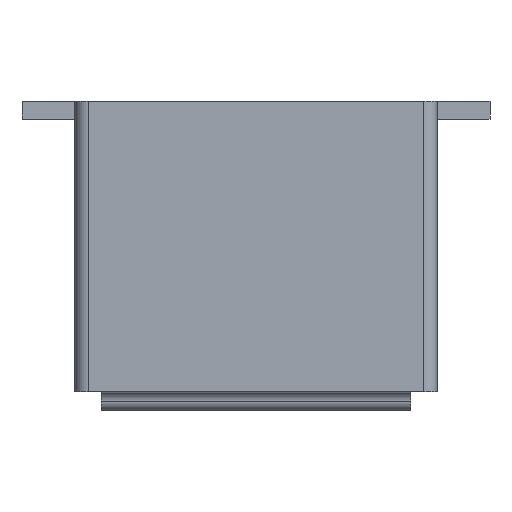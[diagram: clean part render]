
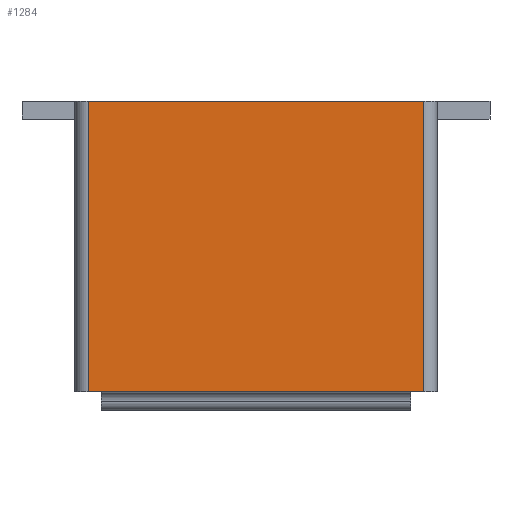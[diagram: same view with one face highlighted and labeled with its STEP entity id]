
A CAD part, front view. The second image highlights one B-rep face of the part: STEP entity #1284.
In plain terms, the highlighted planar face has unit normal (0, -1, 0).
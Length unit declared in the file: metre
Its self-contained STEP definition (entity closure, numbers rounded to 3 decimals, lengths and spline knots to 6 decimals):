
#278=ORIENTED_EDGE('',*,*,#561,.T.);
#279=ORIENTED_EDGE('',*,*,#569,.T.);
#280=ORIENTED_EDGE('',*,*,#506,.F.);
#281=ORIENTED_EDGE('',*,*,#570,.T.);
#506=EDGE_CURVE('',#681,#682,#807,.T.);
#561=EDGE_CURVE('',#716,#715,#850,.T.);
#569=EDGE_CURVE('',#715,#682,#855,.F.);
#570=EDGE_CURVE('',#681,#716,#856,.T.);
#681=VERTEX_POINT('',#1923);
#682=VERTEX_POINT('',#1925);
#715=VERTEX_POINT('',#2030);
#716=VERTEX_POINT('',#2032);
#807=LINE('',#1924,#963);
#850=LINE('',#2031,#1006);
#855=LINE('',#2046,#1011);
#856=LINE('',#2047,#1012);
#963=VECTOR('',#1530,1.);
#1006=VECTOR('',#1633,1.);
#1011=VECTOR('',#1650,1.);
#1012=VECTOR('',#1651,1.);
#1091=EDGE_LOOP('',(#278,#279,#280,#281));
#1167=FACE_BOUND('',#1091,.T.);
#1232=PLANE('',#1383);
#1284=ADVANCED_FACE('',(#1167),#1232,.F.);
#1383=AXIS2_PLACEMENT_3D('',#2045,#1648,#1649);
#1530=DIRECTION('',(1.,0.,0.));
#1633=DIRECTION('',(1.,0.,0.));
#1648=DIRECTION('',(0.,1.,0.));
#1649=DIRECTION('',(0.,0.,1.));
#1650=DIRECTION('',(0.,0.,-1.));
#1651=DIRECTION('',(0.,0.,-1.));
#1923=CARTESIAN_POINT('',(-0.0015,-0.126,0.035));
#1924=CARTESIAN_POINT('',(0.0175,-0.126,0.035));
#1925=CARTESIAN_POINT('',(0.0365,-0.126,0.035));
#2030=CARTESIAN_POINT('',(0.0365,-0.126,0.0021));
#2031=CARTESIAN_POINT('',(0.0175,-0.126,0.0021));
#2032=CARTESIAN_POINT('',(-0.0015,-0.126,0.0021));
#2045=CARTESIAN_POINT('',(0.0175,-0.126,0.035));
#2046=CARTESIAN_POINT('',(0.0365,-0.126,0.035));
#2047=CARTESIAN_POINT('',(-0.0015,-0.126,0.035));
